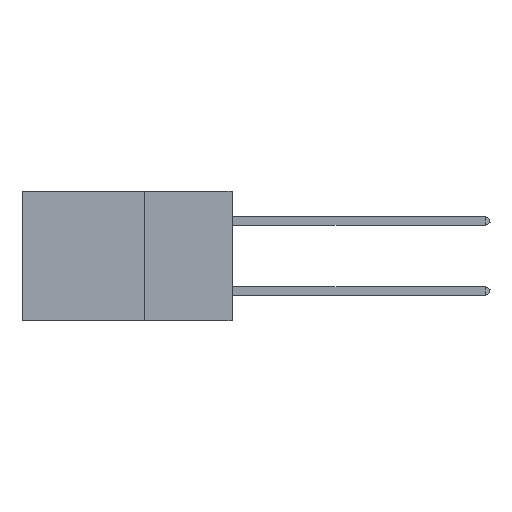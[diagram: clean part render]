
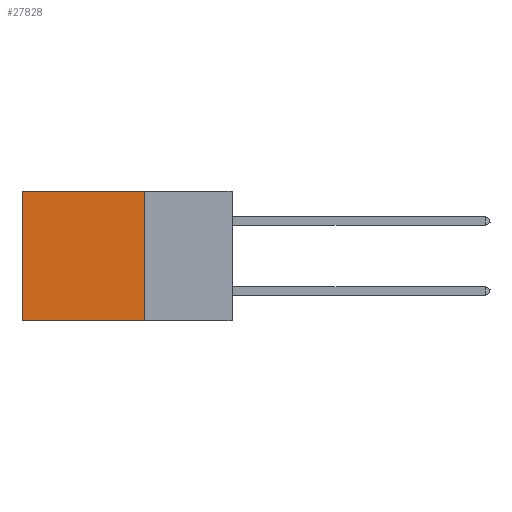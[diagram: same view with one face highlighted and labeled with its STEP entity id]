
A CAD part, left-side view. The second image highlights one B-rep face of the part: STEP entity #27828.
In plain terms, the highlighted planar face has unit normal (-1, 0, 0).
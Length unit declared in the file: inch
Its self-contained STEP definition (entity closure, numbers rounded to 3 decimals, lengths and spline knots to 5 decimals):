
#498 = PLANE ( 'NONE',  #24422 ) ;
#1753 = LINE ( 'NONE', #9714, #18528 ) ;
#2087 = ORIENTED_EDGE ( 'NONE', *, *, #11690, .F. ) ;
#2733 = EDGE_CURVE ( 'NONE', #2952, #22480, #37363, .T. ) ;
#2952 = VERTEX_POINT ( 'NONE', #22154 ) ;
#3479 = DIRECTION ( 'NONE',  ( 1., 0., 0. ) ) ;
#5922 = ORIENTED_EDGE ( 'NONE', *, *, #8503, .T. ) ;
#6916 = EDGE_LOOP ( 'NONE', ( #31309, #35454, #2087, #5922 ) ) ;
#8503 = EDGE_CURVE ( 'NONE', #10248, #21952, #1753, .T. ) ;
#8987 = DIRECTION ( 'NONE',  ( 0., 0., -1. ) ) ;
#9714 = CARTESIAN_POINT ( 'NONE',  ( 0.2875, 0.25, 0. ) ) ;
#10248 = VERTEX_POINT ( 'NONE', #26320 ) ;
#10372 = DIRECTION ( 'NONE',  ( 0., 0., -1. ) ) ;
#11690 = EDGE_CURVE ( 'NONE', #10248, #2952, #14527, .T. ) ;
#13465 = FACE_OUTER_BOUND ( 'NONE', #6916, .T. ) ;
#14527 = LINE ( 'NONE', #26877, #38272 ) ;
#18528 = VECTOR ( 'NONE', #27594, 39.37008 ) ;
#20616 = CARTESIAN_POINT ( 'NONE',  ( 0.2875, 0.25, -0.37 ) ) ;
#21269 = CARTESIAN_POINT ( 'NONE',  ( 0.2875, 0.6, -0.37 ) ) ;
#21364 = CARTESIAN_POINT ( 'NONE',  ( 0.2875, 0.25, 0. ) ) ;
#21952 = VERTEX_POINT ( 'NONE', #33924 ) ;
#22154 = CARTESIAN_POINT ( 'NONE',  ( 0.2875, 0.25, -0.37 ) ) ;
#22320 = LINE ( 'NONE', #31267, #31180 ) ;
#22478 = VECTOR ( 'NONE', #38405, 39.37008 ) ;
#22480 = VERTEX_POINT ( 'NONE', #21269 ) ;
#24360 = DIRECTION ( 'NONE',  ( 0., 0., -1. ) ) ;
#24422 = AXIS2_PLACEMENT_3D ( 'NONE', #21364, #3479, #24360 ) ;
#26320 = CARTESIAN_POINT ( 'NONE',  ( 0.2875, 0.25, 0. ) ) ;
#26877 = CARTESIAN_POINT ( 'NONE',  ( 0.2875, 0.25, 0. ) ) ;
#27594 = DIRECTION ( 'NONE',  ( 0., 1., 0. ) ) ;
#27828 = ADVANCED_FACE ( 'NONE', ( #13465 ), #498, .F. ) ;
#31180 = VECTOR ( 'NONE', #10372, 39.37008 ) ;
#31267 = CARTESIAN_POINT ( 'NONE',  ( 0.2875, 0.6, 0. ) ) ;
#31309 = ORIENTED_EDGE ( 'NONE', *, *, #33708, .T. ) ;
#33708 = EDGE_CURVE ( 'NONE', #21952, #22480, #22320, .T. ) ;
#33924 = CARTESIAN_POINT ( 'NONE',  ( 0.2875, 0.6, 0. ) ) ;
#35454 = ORIENTED_EDGE ( 'NONE', *, *, #2733, .F. ) ;
#37363 = LINE ( 'NONE', #20616, #22478 ) ;
#38272 = VECTOR ( 'NONE', #8987, 39.37008 ) ;
#38405 = DIRECTION ( 'NONE',  ( 0., 1., 0. ) ) ;
